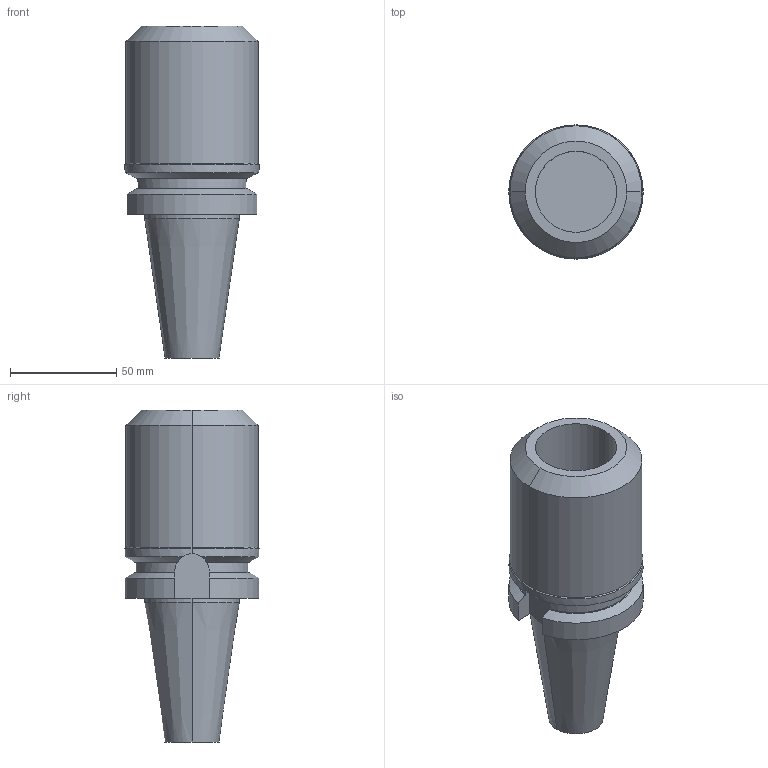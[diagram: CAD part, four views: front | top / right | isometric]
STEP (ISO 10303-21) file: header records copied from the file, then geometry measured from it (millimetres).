
FILE_DESCRIPTION (( 'STEP AP203' ), '1' );
FILE_NAME ('STP-17140-1.5.STEP', '2020-06-29T03:20:51', ( '' ), ( '' ), 'SwSTEP 2.0', 'SolidWorks 2017', '' );
FILE_SCHEMA (( 'CONFIG_CONTROL_DESIGN' ));
Length unit declared in the file: millimetre
Products named in the file (1): STP-17140-1.5
Bounding box: 63 x 63 x 155.89 mm (x, y, z)
Volume: 238409 mm3; surface area: 40213.3 mm2
Topology: 1 solids, 1 shells, 49 faces, 118 edges, 74 vertices
Faces by surface type: cylinder 21, plane 16, cone 12
Entity records: 1554 total; most frequent: CARTESIAN_POINT 332, DIRECTION 247, ORIENTED_EDGE 232, EDGE_CURVE 116, AXIS2_PLACEMENT_3D 97, VERTEX_POINT 74, EDGE_LOOP 54, VECTOR 53
